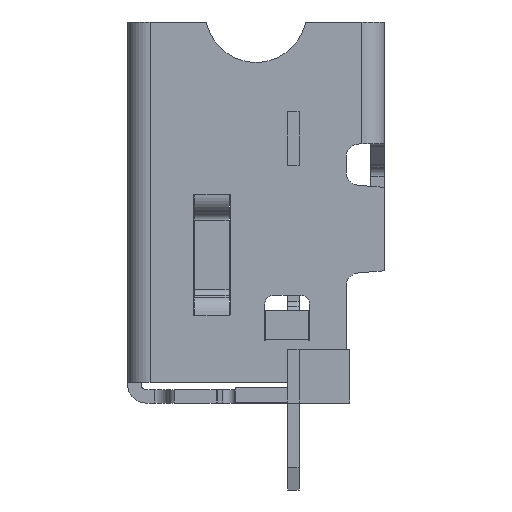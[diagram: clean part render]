
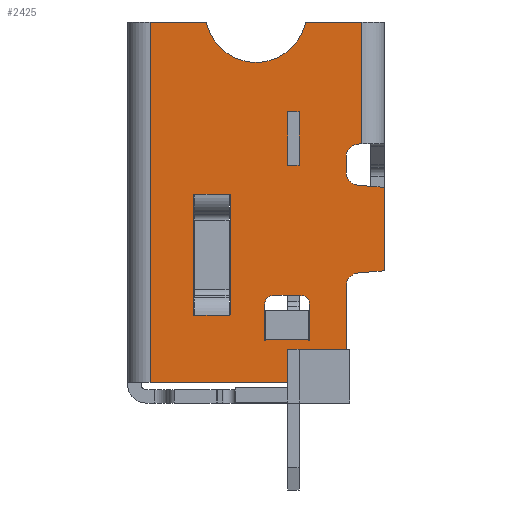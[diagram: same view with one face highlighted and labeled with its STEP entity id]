
A CAD part, left-side view. The second image highlights one B-rep face of the part: STEP entity #2425.
In plain terms, the highlighted planar face has unit normal (-1, 0, 0).
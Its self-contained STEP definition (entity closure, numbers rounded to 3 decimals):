
#2061=CARTESIAN_POINT('',(-6.55,2.955,-2.473));
#2062=VERTEX_POINT('',#2061);
#2070=CARTESIAN_POINT('',(-6.55,2.935,-2.47));
#2071=VERTEX_POINT('',#2070);
#2072=CARTESIAN_POINT('',(-6.55,2.945,-2.47));
#2073=DIRECTION('',(-1.,-0.,-0.));
#2074=DIRECTION('',(-0.,1.,0.));
#2075=AXIS2_PLACEMENT_3D('',#2072,#2073,#2074);
#2076=CIRCLE('',#2075,0.01);
#2077=EDGE_CURVE('NONE',#2062,#2071,#2076,.T.);
#2112=CARTESIAN_POINT('',(-6.55,3.915,-2.473));
#2113=VERTEX_POINT('',#2112);
#2140=CARTESIAN_POINT('',(-6.55,3.935,-2.47));
#2141=VERTEX_POINT('',#2140);
#2148=CARTESIAN_POINT('',(-6.55,3.925,-2.47));
#2149=DIRECTION('',(-1.,-0.,0.));
#2150=DIRECTION('',(0.,-1.,0.));
#2151=AXIS2_PLACEMENT_3D('',#2148,#2149,#2150);
#2152=CIRCLE('',#2151,0.01);
#2153=EDGE_CURVE('NONE',#2141,#2113,#2152,.T.);
#2158=CARTESIAN_POINT('',(-6.55,0.63,1.));
#2159=DIRECTION('',(1.,0.,0.));
#2160=DIRECTION('',(0.,-1.,0.));
#2161=AXIS2_PLACEMENT_3D('',#2158,#2159,#2160);
#2162=PLANE('',#2161);
#2163=CARTESIAN_POINT('',(-6.55,2.935,-1.68));
#2164=VERTEX_POINT('',#2163);
#2165=CARTESIAN_POINT('',(-6.55,2.935,-1.68));
#2166=DIRECTION('',(0.,0.,-1.));
#2167=VECTOR('',#2166,0.79);
#2168=LINE('',#2165,#2167);
#2169=EDGE_CURVE('NONE',#2164,#2071,#2168,.T.);
#2170=ORIENTED_EDGE('',*,*,#2169,.T.);
#2171=ORIENTED_EDGE('',*,*,#2077,.F.);
#2172=CARTESIAN_POINT('',(-6.55,3.915,-2.473));
#2173=DIRECTION('',(0.,-1.,0.));
#2174=VECTOR('',#2173,0.961);
#2175=LINE('',#2172,#2174);
#2176=EDGE_CURVE('',#2113,#2062,#2175,.T.);
#2177=ORIENTED_EDGE('',*,*,#2176,.F.);
#2178=ORIENTED_EDGE('',*,*,#2153,.F.);
#2179=CARTESIAN_POINT('',(-6.55,3.935,-1.68));
#2180=VERTEX_POINT('',#2179);
#2181=CARTESIAN_POINT('',(-6.55,3.935,-2.47));
#2182=DIRECTION('',(-0.,-0.,1.));
#2183=VECTOR('',#2182,0.79);
#2184=LINE('',#2181,#2183);
#2185=EDGE_CURVE('NONE',#2141,#2180,#2184,.T.);
#2186=ORIENTED_EDGE('',*,*,#2185,.T.);
#2187=CARTESIAN_POINT('',(-6.55,3.735,-1.48));
#2188=VERTEX_POINT('',#2187);
#2189=CARTESIAN_POINT('',(-6.55,3.735,-1.68));
#2190=DIRECTION('',(-1.,-0.,-0.));
#2191=DIRECTION('',(-0.,1.,0.));
#2192=AXIS2_PLACEMENT_3D('',#2189,#2190,#2191);
#2193=CIRCLE('',#2192,0.2);
#2194=EDGE_CURVE('NONE',#2188,#2180,#2193,.T.);
#2195=ORIENTED_EDGE('',*,*,#2194,.F.);
#2196=CARTESIAN_POINT('',(-6.55,3.135,-1.48));
#2197=VERTEX_POINT('',#2196);
#2198=CARTESIAN_POINT('',(-6.55,3.735,-1.48));
#2199=DIRECTION('',(0.,-1.,0.));
#2200=VECTOR('',#2199,0.6);
#2201=LINE('',#2198,#2200);
#2202=EDGE_CURVE('NONE',#2188,#2197,#2201,.T.);
#2203=ORIENTED_EDGE('',*,*,#2202,.T.);
#2204=CARTESIAN_POINT('',(-6.55,3.135,-1.68));
#2205=DIRECTION('',(-1.,-0.,-0.));
#2206=DIRECTION('',(-0.,1.,0.));
#2207=AXIS2_PLACEMENT_3D('',#2204,#2205,#2206);
#2208=CIRCLE('',#2207,0.2);
#2209=EDGE_CURVE('NONE',#2164,#2197,#2208,.T.);
#2210=ORIENTED_EDGE('',*,*,#2209,.F.);
#2211=EDGE_LOOP('',(#2170,#2171,#2177,#2178,#2186,#2195,#2203,#2210));
#2212=FACE_BOUND('',#2211,.T.);
#2213=CARTESIAN_POINT('',(-6.55,4.71,0.77));
#2214=VERTEX_POINT('',#2213);
#2215=CARTESIAN_POINT('',(-6.55,4.71,-1.91));
#2216=VERTEX_POINT('',#2215);
#2217=CARTESIAN_POINT('',(-6.55,4.71,0.77));
#2218=DIRECTION('',(0.,0.,-1.));
#2219=VECTOR('',#2218,2.68);
#2220=LINE('',#2217,#2219);
#2221=EDGE_CURVE('NONE',#2214,#2216,#2220,.T.);
#2222=ORIENTED_EDGE('',*,*,#2221,.T.);
#2223=CARTESIAN_POINT('',(-6.55,4.72,-1.92));
#2224=VERTEX_POINT('',#2223);
#2225=CARTESIAN_POINT('',(-6.55,4.72,-1.91));
#2226=DIRECTION('',(-1.,-0.,-0.));
#2227=DIRECTION('',(-0.,1.,0.));
#2228=AXIS2_PLACEMENT_3D('',#2225,#2226,#2227);
#2229=CIRCLE('',#2228,0.01);
#2230=EDGE_CURVE('NONE',#2224,#2216,#2229,.T.);
#2231=ORIENTED_EDGE('',*,*,#2230,.F.);
#2232=CARTESIAN_POINT('',(-6.55,5.52,-1.92));
#2233=VERTEX_POINT('',#2232);
#2234=CARTESIAN_POINT('',(-6.55,4.72,-1.92));
#2235=DIRECTION('',(-0.,1.,-0.));
#2236=VECTOR('',#2235,0.8);
#2237=LINE('',#2234,#2236);
#2238=EDGE_CURVE('NONE',#2224,#2233,#2237,.T.);
#2239=ORIENTED_EDGE('',*,*,#2238,.T.);
#2240=CARTESIAN_POINT('',(-6.55,5.53,-1.91));
#2241=VERTEX_POINT('',#2240);
#2242=CARTESIAN_POINT('',(-6.55,5.52,-1.91));
#2243=DIRECTION('',(-1.,-0.,-0.));
#2244=DIRECTION('',(-0.,1.,0.));
#2245=AXIS2_PLACEMENT_3D('',#2242,#2243,#2244);
#2246=CIRCLE('',#2245,0.01);
#2247=EDGE_CURVE('NONE',#2241,#2233,#2246,.T.);
#2248=ORIENTED_EDGE('',*,*,#2247,.F.);
#2249=CARTESIAN_POINT('',(-6.55,5.53,0.77));
#2250=VERTEX_POINT('',#2249);
#2251=CARTESIAN_POINT('',(-6.55,5.53,-1.91));
#2252=DIRECTION('',(-0.,-0.,1.));
#2253=VECTOR('',#2252,2.68);
#2254=LINE('',#2251,#2253);
#2255=EDGE_CURVE('NONE',#2241,#2250,#2254,.T.);
#2256=ORIENTED_EDGE('',*,*,#2255,.T.);
#2257=CARTESIAN_POINT('',(-6.55,5.52,0.78));
#2258=VERTEX_POINT('',#2257);
#2259=CARTESIAN_POINT('',(-6.55,5.52,0.77));
#2260=DIRECTION('',(-1.,-0.,-0.));
#2261=DIRECTION('',(-0.,1.,0.));
#2262=AXIS2_PLACEMENT_3D('',#2259,#2260,#2261);
#2263=CIRCLE('',#2262,0.01);
#2264=EDGE_CURVE('NONE',#2258,#2250,#2263,.T.);
#2265=ORIENTED_EDGE('',*,*,#2264,.F.);
#2266=CARTESIAN_POINT('',(-6.55,4.72,0.78));
#2267=VERTEX_POINT('',#2266);
#2268=CARTESIAN_POINT('',(-6.55,4.72,0.78));
#2269=DIRECTION('',(-0.,1.,0.));
#2270=VECTOR('',#2269,0.8);
#2271=LINE('',#2268,#2270);
#2272=EDGE_CURVE('NONE',#2267,#2258,#2271,.T.);
#2273=ORIENTED_EDGE('',*,*,#2272,.F.);
#2274=CARTESIAN_POINT('',(-6.55,4.72,0.77));
#2275=DIRECTION('',(-1.,-0.,-0.));
#2276=DIRECTION('',(-0.,1.,0.));
#2277=AXIS2_PLACEMENT_3D('',#2274,#2275,#2276);
#2278=CIRCLE('',#2277,0.01);
#2279=EDGE_CURVE('NONE',#2214,#2267,#2278,.T.);
#2280=ORIENTED_EDGE('',*,*,#2279,.F.);
#2281=EDGE_LOOP('',(#2222,#2231,#2239,#2248,#2256,#2265,#2273,#2280));
#2282=FACE_BOUND('',#2281,.T.);
#2283=CARTESIAN_POINT('',(-6.55,1.77,4.62));
#2284=VERTEX_POINT('',#2283);
#2285=CARTESIAN_POINT('',(-6.55,1.77,1.9));
#2286=VERTEX_POINT('',#2285);
#2287=CARTESIAN_POINT('',(-6.55,1.77,4.62));
#2288=DIRECTION('',(0.,0.,-1.));
#2289=VECTOR('',#2288,2.72);
#2290=LINE('',#2287,#2289);
#2291=EDGE_CURVE('',#2284,#2286,#2290,.T.);
#2292=ORIENTED_EDGE('',*,*,#2291,.F.);
#2293=CARTESIAN_POINT('',(-6.55,3.021,4.62));
#2294=VERTEX_POINT('',#2293);
#2295=CARTESIAN_POINT('',(-6.55,1.77,4.62));
#2296=DIRECTION('',(-0.,1.,0.));
#2297=VECTOR('',#2296,1.251);
#2298=LINE('',#2295,#2297);
#2299=EDGE_CURVE('',#2284,#2294,#2298,.T.);
#2300=ORIENTED_EDGE('',*,*,#2299,.T.);
#2301=CARTESIAN_POINT('',(-6.55,3.04,4.55));
#2302=VERTEX_POINT('',#2301);
#2303=CARTESIAN_POINT('',(-6.55,3.021,4.62));
#2304=DIRECTION('',(-0.,0.264,-0.965));
#2305=VECTOR('',#2304,0.073);
#2306=LINE('',#2303,#2305);
#2307=EDGE_CURVE('',#2294,#2302,#2306,.T.);
#2308=ORIENTED_EDGE('',*,*,#2307,.T.);
#2309=CARTESIAN_POINT('',(-6.55,5.22,4.55));
#2310=VERTEX_POINT('',#2309);
#2311=CARTESIAN_POINT('',(-6.55,4.13,4.848));
#2312=DIRECTION('',(1.,0.,-0.));
#2313=DIRECTION('',(0.,-1.,0.));
#2314=AXIS2_PLACEMENT_3D('',#2311,#2312,#2313);
#2315=CIRCLE('',#2314,1.13);
#2316=EDGE_CURVE('NONE',#2302,#2310,#2315,.T.);
#2317=ORIENTED_EDGE('',*,*,#2316,.T.);
#2318=CARTESIAN_POINT('',(-6.55,5.239,4.62));
#2319=VERTEX_POINT('',#2318);
#2320=CARTESIAN_POINT('',(-6.55,5.22,4.55));
#2321=DIRECTION('',(-0.,0.264,0.965));
#2322=VECTOR('',#2321,0.073);
#2323=LINE('',#2320,#2322);
#2324=EDGE_CURVE('NONE',#2310,#2319,#2323,.T.);
#2325=ORIENTED_EDGE('',*,*,#2324,.T.);
#2326=CARTESIAN_POINT('',(-6.55,6.49,4.62));
#2327=VERTEX_POINT('',#2326);
#2328=CARTESIAN_POINT('',(-6.55,5.239,4.62));
#2329=DIRECTION('',(-0.,1.,0.));
#2330=VECTOR('',#2329,1.251);
#2331=LINE('',#2328,#2330);
#2332=EDGE_CURVE('',#2319,#2327,#2331,.T.);
#2333=ORIENTED_EDGE('',*,*,#2332,.T.);
#2334=CARTESIAN_POINT('',(-6.55,6.49,-3.42));
#2335=VERTEX_POINT('',#2334);
#2336=CARTESIAN_POINT('',(-6.55,6.49,4.62));
#2337=DIRECTION('',(0.,0.,-1.));
#2338=VECTOR('',#2337,8.04);
#2339=LINE('',#2336,#2338);
#2340=EDGE_CURVE('',#2327,#2335,#2339,.T.);
#2341=ORIENTED_EDGE('',*,*,#2340,.T.);
#2342=CARTESIAN_POINT('',(-6.55,2.12,-3.42));
#2343=VERTEX_POINT('',#2342);
#2344=CARTESIAN_POINT('',(-6.55,6.49,-3.42));
#2345=DIRECTION('',(0.,-1.,0.));
#2346=VECTOR('',#2345,4.37);
#2347=LINE('',#2344,#2346);
#2348=EDGE_CURVE('NONE',#2335,#2343,#2347,.T.);
#2349=ORIENTED_EDGE('',*,*,#2348,.T.);
#2350=CARTESIAN_POINT('',(-6.55,2.12,-1.276));
#2351=VERTEX_POINT('',#2350);
#2352=CARTESIAN_POINT('',(-6.55,2.12,-3.42));
#2353=DIRECTION('',(-0.,-0.,1.));
#2354=VECTOR('',#2353,2.144);
#2355=LINE('',#2352,#2354);
#2356=EDGE_CURVE('NONE',#2343,#2351,#2355,.T.);
#2357=ORIENTED_EDGE('',*,*,#2356,.T.);
#2358=CARTESIAN_POINT('',(-6.55,1.845,-0.977));
#2359=VERTEX_POINT('',#2358);
#2360=CARTESIAN_POINT('',(-6.55,1.82,-1.276));
#2361=DIRECTION('',(-1.,0.,-0.));
#2362=DIRECTION('',(-0.,-0.,1.));
#2363=AXIS2_PLACEMENT_3D('',#2360,#2361,#2362);
#2364=CIRCLE('',#2363,0.3);
#2365=EDGE_CURVE('NONE',#2359,#2351,#2364,.T.);
#2366=ORIENTED_EDGE('',*,*,#2365,.F.);
#2367=CARTESIAN_POINT('',(-6.55,1.27,-0.93));
#2368=VERTEX_POINT('',#2367);
#2369=CARTESIAN_POINT('',(-6.55,1.845,-0.977));
#2370=DIRECTION('',(0.,-0.997,0.082));
#2371=VECTOR('',#2370,0.577);
#2372=LINE('',#2369,#2371);
#2373=EDGE_CURVE('NONE',#2359,#2368,#2372,.T.);
#2374=ORIENTED_EDGE('',*,*,#2373,.T.);
#2375=CARTESIAN_POINT('',(-6.55,1.27,0.93));
#2376=VERTEX_POINT('',#2375);
#2377=CARTESIAN_POINT('',(-6.55,1.27,0.93));
#2378=DIRECTION('',(0.,0.,-1.));
#2379=VECTOR('',#2378,1.86);
#2380=LINE('',#2377,#2379);
#2381=EDGE_CURVE('',#2376,#2368,#2380,.T.);
#2382=ORIENTED_EDGE('',*,*,#2381,.F.);
#2383=CARTESIAN_POINT('',(-6.55,1.845,0.977));
#2384=VERTEX_POINT('',#2383);
#2385=CARTESIAN_POINT('',(-6.55,1.27,0.93));
#2386=DIRECTION('',(-0.,0.997,0.082));
#2387=VECTOR('',#2386,0.577);
#2388=LINE('',#2385,#2387);
#2389=EDGE_CURVE('',#2376,#2384,#2388,.T.);
#2390=ORIENTED_EDGE('',*,*,#2389,.T.);
#2391=CARTESIAN_POINT('',(-6.55,2.12,1.276));
#2392=VERTEX_POINT('',#2391);
#2393=CARTESIAN_POINT('',(-6.55,1.82,1.276));
#2394=DIRECTION('',(-1.,-0.,0.));
#2395=DIRECTION('',(0.,0.,1.));
#2396=AXIS2_PLACEMENT_3D('',#2393,#2394,#2395);
#2397=CIRCLE('',#2396,0.3);
#2398=EDGE_CURVE('NONE',#2392,#2384,#2397,.T.);
#2399=ORIENTED_EDGE('',*,*,#2398,.F.);
#2400=CARTESIAN_POINT('',(-6.55,2.12,1.6));
#2401=VERTEX_POINT('',#2400);
#2402=CARTESIAN_POINT('',(-6.55,2.12,1.276));
#2403=DIRECTION('',(-0.,-0.,1.));
#2404=VECTOR('',#2403,0.324);
#2405=LINE('',#2402,#2404);
#2406=EDGE_CURVE('NONE',#2392,#2401,#2405,.T.);
#2407=ORIENTED_EDGE('',*,*,#2406,.T.);
#2408=CARTESIAN_POINT('',(-6.55,1.82,1.9));
#2409=VERTEX_POINT('',#2408);
#2410=CARTESIAN_POINT('',(-6.55,1.82,1.6));
#2411=DIRECTION('',(-1.,-0.,-0.));
#2412=DIRECTION('',(0.,0.,-1.));
#2413=AXIS2_PLACEMENT_3D('',#2410,#2411,#2412);
#2414=CIRCLE('',#2413,0.3);
#2415=EDGE_CURVE('NONE',#2409,#2401,#2414,.T.);
#2416=ORIENTED_EDGE('',*,*,#2415,.F.);
#2417=CARTESIAN_POINT('',(-6.55,1.82,1.9));
#2418=DIRECTION('',(0.,-1.,0.));
#2419=VECTOR('',#2418,0.05);
#2420=LINE('',#2417,#2419);
#2421=EDGE_CURVE('NONE',#2409,#2286,#2420,.T.);
#2422=ORIENTED_EDGE('',*,*,#2421,.T.);
#2423=EDGE_LOOP('',(#2292,#2300,#2308,#2317,#2325,#2333,#2341,#2349,#2357,#2366,#2374,#2382,#2390,#2399,#2407,#2416,#2422));
#2424=FACE_BOUND('',#2423,.T.);
#2425=ADVANCED_FACE('',(#2212,#2282,#2424),#2162,.F.);
